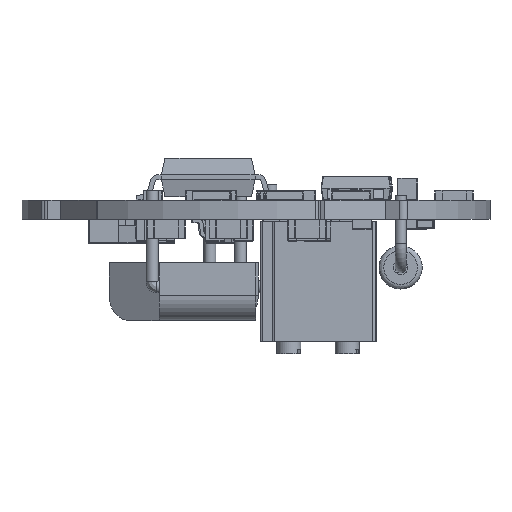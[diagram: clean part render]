
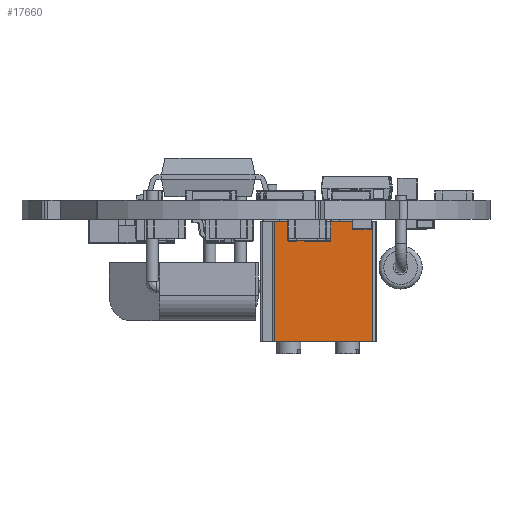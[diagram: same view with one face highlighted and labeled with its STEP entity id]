
A CAD part, left-side view. The second image highlights one B-rep face of the part: STEP entity #17660.
In plain terms, the highlighted planar face has unit normal (-1, 0, 0).
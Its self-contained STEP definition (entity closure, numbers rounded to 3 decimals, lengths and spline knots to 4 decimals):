
#17525 = EDGE_CURVE('',#17526,#17528,#17530,.T.);
#17526 = VERTEX_POINT('',#17527);
#17527 = CARTESIAN_POINT('',(-3.9852,-0.7784,
    -0.9026));
#17528 = VERTEX_POINT('',#17529);
#17529 = CARTESIAN_POINT('',(-3.9852,-0.7784,
    -5.9026));
#17530 = LINE('',#17531,#17532);
#17531 = CARTESIAN_POINT('',(-3.9852,-0.7784,
    -0.9026));
#17532 = VECTOR('',#17533,1.);
#17533 = DIRECTION('',(0.,0.,-1.));
#17558 = EDGE_CURVE('',#17559,#17561,#17563,.T.);
#17559 = VERTEX_POINT('',#17560);
#17560 = CARTESIAN_POINT('',(-3.9852,-4.8784,
    -5.9026));
#17561 = VERTEX_POINT('',#17562);
#17562 = CARTESIAN_POINT('',(-3.9852,-4.8784,
    -0.9026));
#17563 = LINE('',#17564,#17565);
#17564 = CARTESIAN_POINT('',(-3.9852,-4.8784,
    -0.9026));
#17565 = VECTOR('',#17566,1.);
#17566 = DIRECTION('',(0.,0.,1.));
#17660 = ADVANCED_FACE('',(#17661),#17677,.T.);
#17661 = FACE_BOUND('',#17662,.T.);
#17662 = EDGE_LOOP('',(#17663,#17664,#17670,#17671));
#17663 = ORIENTED_EDGE('',*,*,#17558,.T.);
#17664 = ORIENTED_EDGE('',*,*,#17665,.T.);
#17665 = EDGE_CURVE('',#17561,#17526,#17666,.T.);
#17666 = LINE('',#17667,#17668);
#17667 = CARTESIAN_POINT('',(-3.9852,-2.5784,
    -0.9026));
#17668 = VECTOR('',#17669,1.);
#17669 = DIRECTION('',(0.,1.,0.));
#17670 = ORIENTED_EDGE('',*,*,#17525,.T.);
#17671 = ORIENTED_EDGE('',*,*,#17672,.F.);
#17672 = EDGE_CURVE('',#17559,#17528,#17673,.T.);
#17673 = LINE('',#17674,#17675);
#17674 = CARTESIAN_POINT('',(-3.9852,-2.5784,
    -5.9026));
#17675 = VECTOR('',#17676,1.);
#17676 = DIRECTION('',(0.,1.,0.));
#17677 = PLANE('',#17678);
#17678 = AXIS2_PLACEMENT_3D('',#17679,#17680,#17681);
#17679 = CARTESIAN_POINT('',(-3.9852,-2.5784,
    -0.9026));
#17680 = DIRECTION('',(-1.,0.,0.));
#17681 = DIRECTION('',(0.,0.,-1.));
